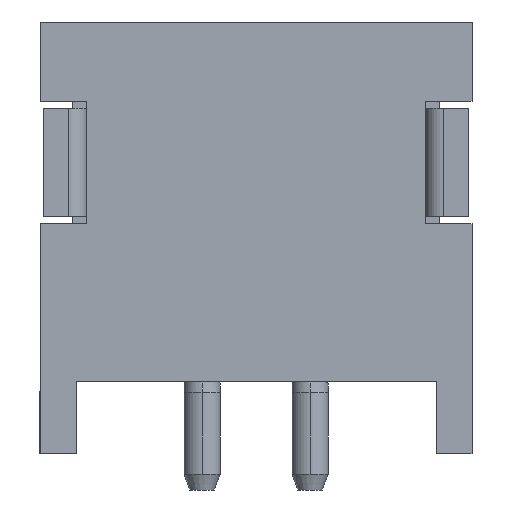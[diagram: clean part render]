
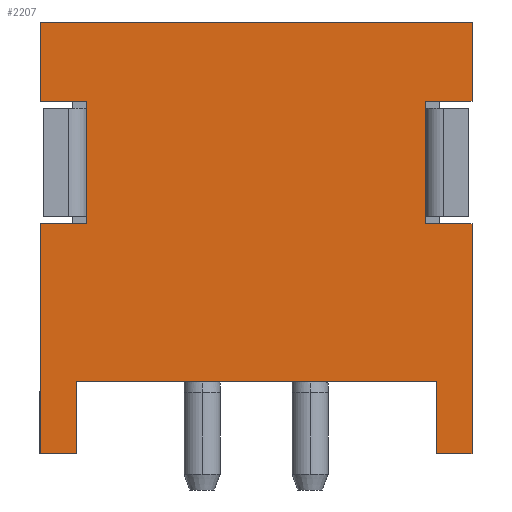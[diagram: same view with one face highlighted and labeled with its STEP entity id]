
A CAD part, front view. The second image highlights one B-rep face of the part: STEP entity #2207.
In plain terms, the highlighted planar face has unit normal (0, -1, 0).
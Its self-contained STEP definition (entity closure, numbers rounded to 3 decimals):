
#3 = VERTEX_POINT ( 'NONE', #2487 ) ;
#18 = VERTEX_POINT ( 'NONE', #1207 ) ;
#20 = VECTOR ( 'NONE', #1171, 1000. ) ;
#26 = EDGE_LOOP ( 'NONE', ( #855, #3395, #2555, #1242, #3322, #3013, #3163, #279, #3065, #3025, #1281, #2938, #875, #1877, #2192, #31 ) ) ;
#31 = ORIENTED_EDGE ( 'NONE', *, *, #2594, .T. ) ;
#35 = DIRECTION ( 'NONE',  ( 1., 0., 0. ) ) ;
#39 = VERTEX_POINT ( 'NONE', #2262 ) ;
#43 = EDGE_CURVE ( 'NONE', #3004, #39, #2231, .T. ) ;
#55 = DIRECTION ( 'NONE',  ( -1., 0., 0. ) ) ;
#78 = VECTOR ( 'NONE', #219, 1000. ) ;
#87 = LINE ( 'NONE', #2793, #20 ) ;
#92 = CARTESIAN_POINT ( 'NONE',  ( 3., 0., 0. ) ) ;
#171 = CARTESIAN_POINT ( 'NONE',  ( 3., 0., 3.2 ) ) ;
#213 = DIRECTION ( 'NONE',  ( 0., 1., 0. ) ) ;
#219 = DIRECTION ( 'NONE',  ( -1., 0., 0. ) ) ;
#237 = CARTESIAN_POINT ( 'NONE',  ( 3., 0., 6. ) ) ;
#254 = CARTESIAN_POINT ( 'NONE',  ( -3., 0., 6. ) ) ;
#279 = ORIENTED_EDGE ( 'NONE', *, *, #2511, .F. ) ;
#330 = DIRECTION ( 'NONE',  ( -1., 0., 0. ) ) ;
#382 = LINE ( 'NONE', #92, #1013 ) ;
#437 = CARTESIAN_POINT ( 'NONE',  ( -3., 0., 6. ) ) ;
#481 = CARTESIAN_POINT ( 'NONE',  ( -2.35, 0., 4.9 ) ) ;
#484 = AXIS2_PLACEMENT_3D ( 'NONE', #2880, #213, #2577 ) ;
#538 = VECTOR ( 'NONE', #3110, 1000. ) ;
#601 = CARTESIAN_POINT ( 'NONE',  ( 3., 0., 1. ) ) ;
#606 = VECTOR ( 'NONE', #1229, 1000. ) ;
#611 = EDGE_CURVE ( 'NONE', #2929, #2139, #1656, .T. ) ;
#623 = DIRECTION ( 'NONE',  ( 1., 0., 0. ) ) ;
#631 = CARTESIAN_POINT ( 'NONE',  ( -2.5, 0., 1. ) ) ;
#643 = LINE ( 'NONE', #1972, #2504 ) ;
#656 = CARTESIAN_POINT ( 'NONE',  ( -3., 0., 0. ) ) ;
#745 = LINE ( 'NONE', #237, #538 ) ;
#755 = CARTESIAN_POINT ( 'NONE',  ( 3., 0., 0. ) ) ;
#793 = CARTESIAN_POINT ( 'NONE',  ( 3., 0., 0. ) ) ;
#797 = VECTOR ( 'NONE', #1305, 1000. ) ;
#855 = ORIENTED_EDGE ( 'NONE', *, *, #2994, .F. ) ;
#862 = EDGE_CURVE ( 'NONE', #18, #1040, #2564, .T. ) ;
#875 = ORIENTED_EDGE ( 'NONE', *, *, #2969, .T. ) ;
#878 = CARTESIAN_POINT ( 'NONE',  ( -2.35, 0., 3.2 ) ) ;
#907 = EDGE_CURVE ( 'NONE', #2421, #1185, #967, .T. ) ;
#967 = LINE ( 'NONE', #3330, #1553 ) ;
#969 = EDGE_CURVE ( 'NONE', #18, #2679, #2038, .T. ) ;
#1013 = VECTOR ( 'NONE', #623, 1000. ) ;
#1027 = CARTESIAN_POINT ( 'NONE',  ( -3., 0., 0. ) ) ;
#1034 = LINE ( 'NONE', #171, #78 ) ;
#1040 = VERTEX_POINT ( 'NONE', #2658 ) ;
#1057 = VECTOR ( 'NONE', #3278, 1000. ) ;
#1100 = VECTOR ( 'NONE', #2305, 1000. ) ;
#1120 = VERTEX_POINT ( 'NONE', #2552 ) ;
#1171 = DIRECTION ( 'NONE',  ( 0., 0., -1. ) ) ;
#1185 = VERTEX_POINT ( 'NONE', #481 ) ;
#1207 = CARTESIAN_POINT ( 'NONE',  ( 2.35, 0., 4.9 ) ) ;
#1229 = DIRECTION ( 'NONE',  ( 0., 0., 1. ) ) ;
#1242 = ORIENTED_EDGE ( 'NONE', *, *, #907, .F. ) ;
#1281 = ORIENTED_EDGE ( 'NONE', *, *, #3326, .T. ) ;
#1305 = DIRECTION ( 'NONE',  ( 0., 0., -1. ) ) ;
#1386 = CARTESIAN_POINT ( 'NONE',  ( -3., 0., 3.2 ) ) ;
#1397 = VERTEX_POINT ( 'NONE', #631 ) ;
#1422 = LINE ( 'NONE', #1457, #2029 ) ;
#1457 = CARTESIAN_POINT ( 'NONE',  ( 9., 0., 0. ) ) ;
#1459 = EDGE_CURVE ( 'NONE', #3261, #1120, #1786, .T. ) ;
#1493 = CARTESIAN_POINT ( 'NONE',  ( 2.35, 0., 0. ) ) ;
#1549 = VECTOR ( 'NONE', #330, 1000. ) ;
#1553 = VECTOR ( 'NONE', #1790, 1000. ) ;
#1560 = FACE_OUTER_BOUND ( 'NONE', #26, .T. ) ;
#1656 = LINE ( 'NONE', #793, #797 ) ;
#1717 = VECTOR ( 'NONE', #2796, 1000. ) ;
#1786 = LINE ( 'NONE', #1027, #1906 ) ;
#1788 = PLANE ( 'NONE',  #484 ) ;
#1790 = DIRECTION ( 'NONE',  ( 0., 0., 1. ) ) ;
#1819 = VERTEX_POINT ( 'NONE', #2932 ) ;
#1877 = ORIENTED_EDGE ( 'NONE', *, *, #969, .F. ) ;
#1906 = VECTOR ( 'NONE', #3375, 1000. ) ;
#1972 = CARTESIAN_POINT ( 'NONE',  ( -3., 0., 4.9 ) ) ;
#2029 = VECTOR ( 'NONE', #2495, 1000. ) ;
#2038 = LINE ( 'NONE', #1493, #1100 ) ;
#2062 = EDGE_CURVE ( 'NONE', #1185, #1819, #643, .T. ) ;
#2086 = CARTESIAN_POINT ( 'NONE',  ( 3., 0., 4.9 ) ) ;
#2131 = CARTESIAN_POINT ( 'NONE',  ( 2.35, 0., 3.2 ) ) ;
#2139 = VERTEX_POINT ( 'NONE', #755 ) ;
#2167 = VERTEX_POINT ( 'NONE', #437 ) ;
#2174 = VECTOR ( 'NONE', #2546, 1000. ) ;
#2181 = LINE ( 'NONE', #1386, #3206 ) ;
#2192 = ORIENTED_EDGE ( 'NONE', *, *, #862, .T. ) ;
#2207 = ADVANCED_FACE ( 'NONE', ( #1560 ), #1788, .F. ) ;
#2231 = LINE ( 'NONE', #3306, #1057 ) ;
#2262 = CARTESIAN_POINT ( 'NONE',  ( 2.5, 0., 0. ) ) ;
#2305 = DIRECTION ( 'NONE',  ( 0., 0., -1. ) ) ;
#2348 = CARTESIAN_POINT ( 'NONE',  ( 3., 0., 6. ) ) ;
#2421 = VERTEX_POINT ( 'NONE', #878 ) ;
#2487 = CARTESIAN_POINT ( 'NONE',  ( -2.5, 0., 0. ) ) ;
#2495 = DIRECTION ( 'NONE',  ( 1., 0., 0. ) ) ;
#2504 = VECTOR ( 'NONE', #55, 1000. ) ;
#2511 = EDGE_CURVE ( 'NONE', #1397, #3, #87, .T. ) ;
#2546 = DIRECTION ( 'NONE',  ( 1., 0., 0. ) ) ;
#2552 = CARTESIAN_POINT ( 'NONE',  ( -3., 0., 3.2 ) ) ;
#2555 = ORIENTED_EDGE ( 'NONE', *, *, #2062, .F. ) ;
#2564 = LINE ( 'NONE', #2086, #2174 ) ;
#2577 = DIRECTION ( 'NONE',  ( 0., 0., 1. ) ) ;
#2594 = EDGE_CURVE ( 'NONE', #1040, #2828, #3340, .T. ) ;
#2632 = CARTESIAN_POINT ( 'NONE',  ( 2.5, 0., 1. ) ) ;
#2658 = CARTESIAN_POINT ( 'NONE',  ( 3., 0., 4.9 ) ) ;
#2679 = VERTEX_POINT ( 'NONE', #2131 ) ;
#2793 = CARTESIAN_POINT ( 'NONE',  ( -2.5, 0., 0. ) ) ;
#2796 = DIRECTION ( 'NONE',  ( 0., 0., 1. ) ) ;
#2828 = VERTEX_POINT ( 'NONE', #3078 ) ;
#2880 = CARTESIAN_POINT ( 'NONE',  ( 3., 0., 0. ) ) ;
#2929 = VERTEX_POINT ( 'NONE', #2983 ) ;
#2932 = CARTESIAN_POINT ( 'NONE',  ( -3., 0., 4.9 ) ) ;
#2938 = ORIENTED_EDGE ( 'NONE', *, *, #611, .F. ) ;
#2969 = EDGE_CURVE ( 'NONE', #2929, #2679, #1034, .T. ) ;
#2983 = CARTESIAN_POINT ( 'NONE',  ( 3., 0., 3.2 ) ) ;
#2992 = LINE ( 'NONE', #601, #1549 ) ;
#2994 = EDGE_CURVE ( 'NONE', #2167, #2828, #745, .T. ) ;
#3004 = VERTEX_POINT ( 'NONE', #2632 ) ;
#3013 = ORIENTED_EDGE ( 'NONE', *, *, #1459, .F. ) ;
#3025 = ORIENTED_EDGE ( 'NONE', *, *, #43, .T. ) ;
#3065 = ORIENTED_EDGE ( 'NONE', *, *, #3207, .F. ) ;
#3078 = CARTESIAN_POINT ( 'NONE',  ( 3., 0., 6. ) ) ;
#3110 = DIRECTION ( 'NONE',  ( 1., 0., 0. ) ) ;
#3163 = ORIENTED_EDGE ( 'NONE', *, *, #3334, .T. ) ;
#3200 = EDGE_CURVE ( 'NONE', #1120, #2421, #2181, .T. ) ;
#3206 = VECTOR ( 'NONE', #35, 1000. ) ;
#3207 = EDGE_CURVE ( 'NONE', #3004, #1397, #2992, .T. ) ;
#3223 = EDGE_CURVE ( 'NONE', #1819, #2167, #3440, .T. ) ;
#3261 = VERTEX_POINT ( 'NONE', #656 ) ;
#3278 = DIRECTION ( 'NONE',  ( 0., 0., -1. ) ) ;
#3306 = CARTESIAN_POINT ( 'NONE',  ( 2.5, 0., 0. ) ) ;
#3322 = ORIENTED_EDGE ( 'NONE', *, *, #3200, .F. ) ;
#3326 = EDGE_CURVE ( 'NONE', #39, #2139, #382, .T. ) ;
#3330 = CARTESIAN_POINT ( 'NONE',  ( -2.35, 0., 0. ) ) ;
#3334 = EDGE_CURVE ( 'NONE', #3261, #3, #1422, .T. ) ;
#3340 = LINE ( 'NONE', #2348, #606 ) ;
#3375 = DIRECTION ( 'NONE',  ( 0., 0., 1. ) ) ;
#3395 = ORIENTED_EDGE ( 'NONE', *, *, #3223, .F. ) ;
#3440 = LINE ( 'NONE', #254, #1717 ) ;
